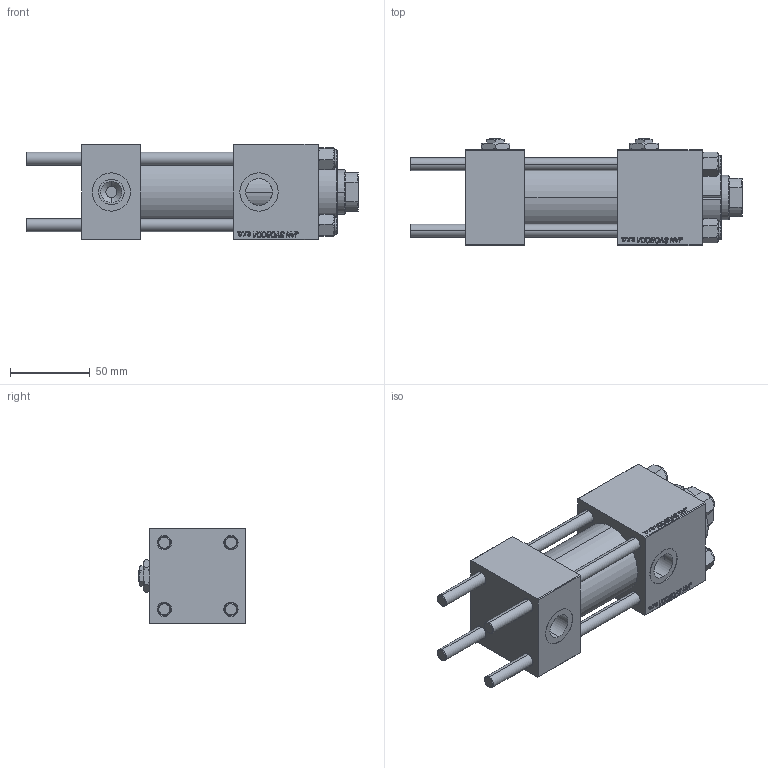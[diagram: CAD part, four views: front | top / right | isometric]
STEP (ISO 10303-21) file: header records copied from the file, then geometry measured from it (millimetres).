
FILE_DESCRIPTION (( 'STEP AP203' ), '1' );
FILE_NAME ('d1e8.STEP', '2022-04-16T05:13:16', ( '' ), ( '' ), 'SwSTEP 2.0', 'SolidWorks 2019', '' );
FILE_SCHEMA (( 'CONFIG_CONTROL_DESIGN' ));
Length unit declared in the file: millimetre
Products named in the file (7): V215CR_BODY_A 4f1495d3cdc5fae2dff27f8d5ed30f97; NUT_M5 4f1495d3cdc5fae2dff27f8d5ed30f97; V215CR_VCP 4f1495d3cdc5fae2dff27f8d5ed30f97; CR025_012_A_0_G_A_G_M_020_+#_##_TYCINKA 4f1495d3cdc5fae2dff27f8d5ed30f97; d1e8; V215_VC_A 4f1495d3cdc5fae2dff27f8d5ed30f97; Zatka_pro_OIL_PORT 4f1495d3cdc5fae2dff27f8d5ed30f97
Assembly tree (13 placements, depth 2):
  d1e8
    V215CR_BODY_A 4f1495d3cdc5fae2dff27f8d5ed30f97
    CR025_012_A_0_G_A_G_M_020_+#_##_TYCINKA 4f1495d3cdc5fae2dff27f8d5ed30f97  x4
    NUT_M5 4f1495d3cdc5fae2dff27f8d5ed30f97  x4
    V215CR_VCP 4f1495d3cdc5fae2dff27f8d5ed30f97
    V215_VC_A 4f1495d3cdc5fae2dff27f8d5ed30f97
    Zatka_pro_OIL_PORT 4f1495d3cdc5fae2dff27f8d5ed30f97  x2
Bounding box: 208 x 67 x 60 mm (x, y, z)
Volume: 431594.9 mm3; surface area: 123211.5 mm2
Topology: 13 solids, 13 shells, 1240 faces, 3106 edges, 2005 vertices
Faces by surface type: plane 568, bspline 392, cone 178, cylinder 94, torus 8
Entity records: 52173 total; most frequent: CARTESIAN_POINT 27732, ORIENTED_EDGE 5512, DIRECTION 3530, EDGE_CURVE 2756, VERTEX_POINT 1803, VECTOR 1636, LINE 1636, EDGE_LOOP 1213
